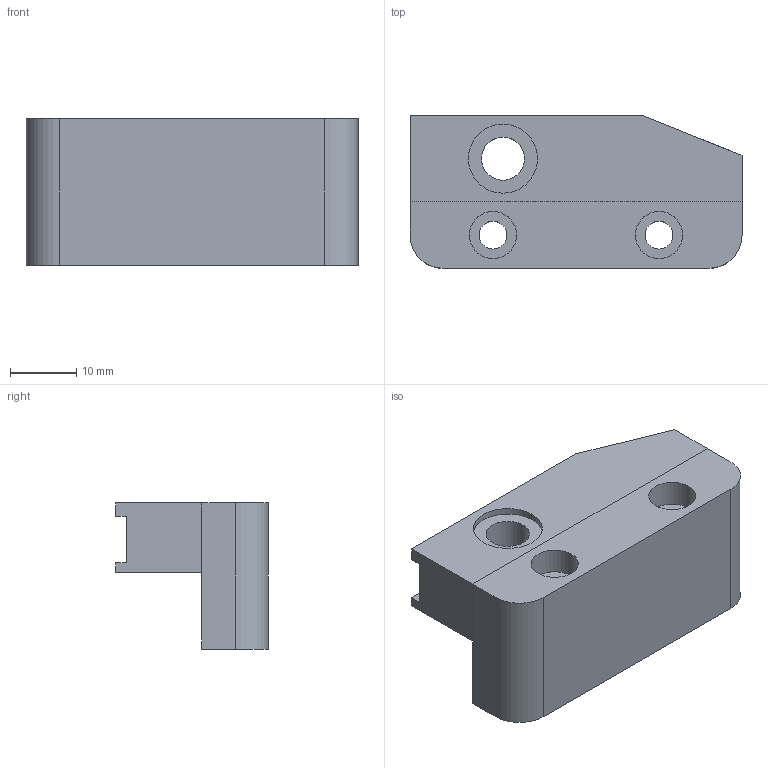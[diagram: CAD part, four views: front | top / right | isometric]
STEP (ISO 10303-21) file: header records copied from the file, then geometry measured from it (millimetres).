
FILE_DESCRIPTION(('FreeCAD Model'),'2;1');
FILE_NAME('Open CASCADE Shape Model','2025-06-11T13:38:20',(''),(''), 'Open CASCADE STEP processor 7.6','FreeCAD','Unknown');
FILE_SCHEMA(('AUTOMOTIVE_DESIGN { 1 0 10303 214 1 1 1 1 }'));
Length unit declared in the file: millimetre
Products named in the file (1): Rear
Bounding box: 50 x 23 x 22 mm (x, y, z)
Volume: 15476.7 mm3; surface area: 5808.2 mm2
Topology: 1 solids, 1 shells, 30 faces, 70 edges, 45 vertices
Faces by surface type: plane 22, cylinder 8
Full cylindrical faces by diameter (mm): 4.2 x2, 6.5 x1, 7.1 x2, 10.4 x1
Entity records: 1814 total; most frequent: CARTESIAN_POINT 322, DIRECTION 282, LINE 178, VECTOR 178, ORIENTED_EDGE 140, PCURVE 140, DEFINITIONAL_REPRESENTATION 140, EDGE_CURVE 70
